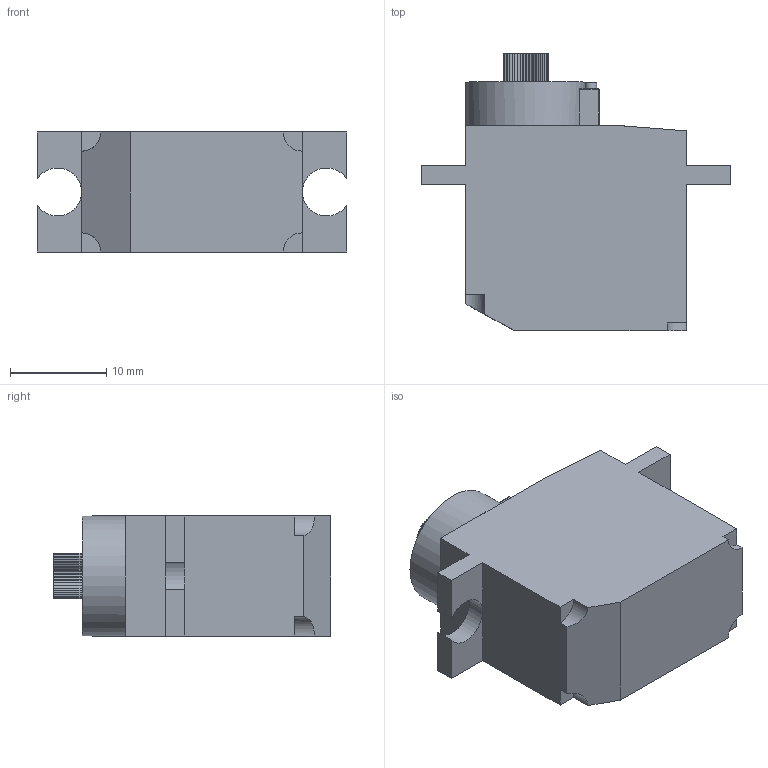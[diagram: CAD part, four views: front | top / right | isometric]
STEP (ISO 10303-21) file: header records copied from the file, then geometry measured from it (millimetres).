
FILE_DESCRIPTION(('STEP AP214'), '1');
FILE_NAME('MiniServo', '2023-01-03T16:04:12', ('German27'), (''), 'C3D Converter', 'C3D Toolkit', '');
FILE_SCHEMA(('AUTOMOTIVE_DESIGN { 1 0 10303 214 3 1 1}'));
Length unit declared in the file: millimetre
Products named in the file (1): MiniServo
Bounding box: 32.2 x 28.9 x 12.5 mm (x, y, z)
Volume: 6803.5 mm3; surface area: 2581.9 mm2
Topology: 1 solids, 1 shells, 339 faces, 940 edges, 621 vertices
Faces by surface type: cylinder 152, plane 115, bspline 70, sphere 2
Full cylindrical faces by diameter (mm): 0.5 x1
Entity records: 16787 total; most frequent: CARTESIAN_POINT 5719, ORIENTED_EDGE 1874, DIRECTION 1563, EDGE_CURVE 937, VERTEX_POINT 621, AXIS2_PLACEMENT_3D 579, LINE 405, VECTOR 405
